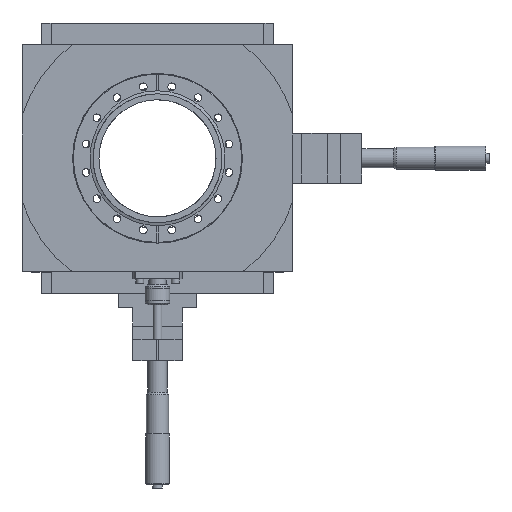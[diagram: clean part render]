
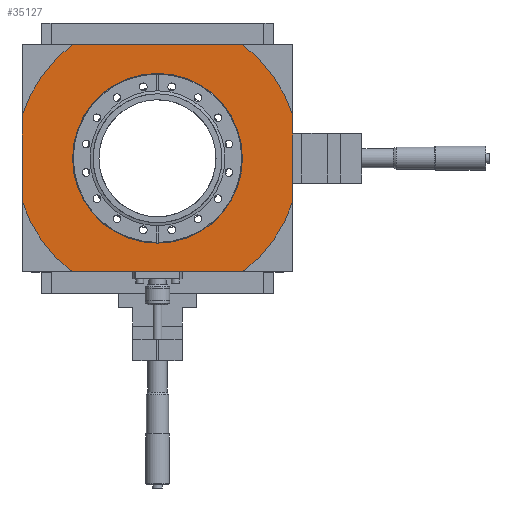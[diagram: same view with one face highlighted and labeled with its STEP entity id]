
A CAD part, front view. The second image highlights one B-rep face of the part: STEP entity #35127.
In plain terms, the highlighted planar face has unit normal (0, -1, 0).
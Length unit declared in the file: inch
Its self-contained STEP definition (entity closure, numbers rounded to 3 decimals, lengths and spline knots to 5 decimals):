
#294 = DIRECTION ( 'NONE',  ( 0., 0., 1. ) ) ;
#774 = CARTESIAN_POINT ( 'NONE',  ( 0., -1.875, 0. ) ) ;
#1157 = CARTESIAN_POINT ( 'NONE',  ( 3., -1.875, -4. ) ) ;
#1575 = CIRCLE ( 'NONE', #31134, 5. ) ;
#1659 = DIRECTION ( 'NONE',  ( 0., -1., 0. ) ) ;
#1693 = DIRECTION ( 'NONE',  ( -1., 0., 0. ) ) ;
#1856 = DIRECTION ( 'NONE',  ( 0., 1., 0. ) ) ;
#1939 = CARTESIAN_POINT ( 'NONE',  ( -4.771, -1.875, 1.49585 ) ) ;
#2335 = ORIENTED_EDGE ( 'NONE', *, *, #26607, .F. ) ;
#2525 = LINE ( 'NONE', #37196, #27646 ) ;
#2616 = CARTESIAN_POINT ( 'NONE',  ( -3., -1.875, 4. ) ) ;
#3513 = PLANE ( 'NONE',  #39560 ) ;
#3559 = CIRCLE ( 'NONE', #6914, 5. ) ;
#4129 = DIRECTION ( 'NONE',  ( 0., 0., -1. ) ) ;
#4296 = VECTOR ( 'NONE', #24301, 39.37008 ) ;
#6101 = DIRECTION ( 'NONE',  ( 0., 0., 1. ) ) ;
#6157 = VERTEX_POINT ( 'NONE', #19263 ) ;
#6914 = AXIS2_PLACEMENT_3D ( 'NONE', #37132, #17622, #40354 ) ;
#7761 = CARTESIAN_POINT ( 'NONE',  ( 0., -1.875, 0. ) ) ;
#10160 = CIRCLE ( 'NONE', #23522, 5. ) ;
#11066 = DIRECTION ( 'NONE',  ( 0., 0., 1. ) ) ;
#11088 = ORIENTED_EDGE ( 'NONE', *, *, #39299, .F. ) ;
#12044 = VERTEX_POINT ( 'NONE', #1157 ) ;
#12550 = ORIENTED_EDGE ( 'NONE', *, *, #29608, .F. ) ;
#12866 = LINE ( 'NONE', #34484, #37794 ) ;
#15022 = EDGE_CURVE ( 'NONE', #42194, #24631, #26334, .T. ) ;
#15812 = VERTEX_POINT ( 'NONE', #29884 ) ;
#15911 = CIRCLE ( 'NONE', #28845, 5. ) ;
#17622 = DIRECTION ( 'NONE',  ( 0., 1., 0. ) ) ;
#17669 = ORIENTED_EDGE ( 'NONE', *, *, #26695, .T. ) ;
#17696 = CARTESIAN_POINT ( 'NONE',  ( 0., -1.875, -2.99 ) ) ;
#17700 = DIRECTION ( 'NONE',  ( 1., 0., 0. ) ) ;
#18606 = ORIENTED_EDGE ( 'NONE', *, *, #28651, .F. ) ;
#19263 = CARTESIAN_POINT ( 'NONE',  ( 4.771, -1.875, -1.49585 ) ) ;
#19522 = CIRCLE ( 'NONE', #28416, 2.99 ) ;
#19805 = VERTEX_POINT ( 'NONE', #28764 ) ;
#20012 = DIRECTION ( 'NONE',  ( 0., 1., 0. ) ) ;
#20258 = ORIENTED_EDGE ( 'NONE', *, *, #21392, .T. ) ;
#21331 = CARTESIAN_POINT ( 'NONE',  ( 0., -1.875, 0. ) ) ;
#21392 = EDGE_CURVE ( 'NONE', #19805, #27565, #12866, .T. ) ;
#21521 = CARTESIAN_POINT ( 'NONE',  ( 0., -1.875, 0. ) ) ;
#22420 = CARTESIAN_POINT ( 'NONE',  ( -4.771, -1.875, -4. ) ) ;
#22529 = FACE_BOUND ( 'NONE', #35829, .T. ) ;
#23522 = AXIS2_PLACEMENT_3D ( 'NONE', #21521, #1856, #24797 ) ;
#23538 = FACE_OUTER_BOUND ( 'NONE', #34279, .T. ) ;
#23736 = DIRECTION ( 'NONE',  ( 0., -1., 0. ) ) ;
#24301 = DIRECTION ( 'NONE',  ( 0., 0., -1. ) ) ;
#24319 = ORIENTED_EDGE ( 'NONE', *, *, #33490, .T. ) ;
#24451 = CARTESIAN_POINT ( 'NONE',  ( 4.771, -1.875, 4. ) ) ;
#24597 = DIRECTION ( 'NONE',  ( 1., 0., 0. ) ) ;
#24631 = VERTEX_POINT ( 'NONE', #1939 ) ;
#24797 = DIRECTION ( 'NONE',  ( 0., 0., 1. ) ) ;
#26334 = LINE ( 'NONE', #22420, #35014 ) ;
#26607 = EDGE_CURVE ( 'NONE', #6157, #12044, #3559, .T. ) ;
#26695 = EDGE_CURVE ( 'NONE', #34715, #19805, #15911, .T. ) ;
#27565 = VERTEX_POINT ( 'NONE', #2616 ) ;
#27646 = VECTOR ( 'NONE', #17700, 39.37008 ) ;
#28416 = AXIS2_PLACEMENT_3D ( 'NONE', #774, #23736, #4129 ) ;
#28651 = EDGE_CURVE ( 'NONE', #34715, #6157, #38975, .T. ) ;
#28764 = CARTESIAN_POINT ( 'NONE',  ( 3., -1.875, 4. ) ) ;
#28845 = AXIS2_PLACEMENT_3D ( 'NONE', #21331, #1659, #24597 ) ;
#29608 = EDGE_CURVE ( 'NONE', #15812, #42194, #10160, .T. ) ;
#29884 = CARTESIAN_POINT ( 'NONE',  ( -3., -1.875, -4. ) ) ;
#30571 = DIRECTION ( 'NONE',  ( 0., 1., 0. ) ) ;
#31134 = AXIS2_PLACEMENT_3D ( 'NONE', #7761, #30571, #11066 ) ;
#33490 = EDGE_CURVE ( 'NONE', #15812, #12044, #2525, .T. ) ;
#34279 = EDGE_LOOP ( 'NONE', ( #17669, #20258, #39194, #36566, #12550, #24319, #2335, #18606 ) ) ;
#34484 = CARTESIAN_POINT ( 'NONE',  ( 4.771, -1.875, 4. ) ) ;
#34647 = EDGE_CURVE ( 'NONE', #24631, #27565, #1575, .T. ) ;
#34715 = VERTEX_POINT ( 'NONE', #37267 ) ;
#35014 = VECTOR ( 'NONE', #6101, 39.37008 ) ;
#35127 = ADVANCED_FACE ( 'NONE', ( #22529, #23538 ), #3513, .F. ) ;
#35829 = EDGE_LOOP ( 'NONE', ( #11088 ) ) ;
#36522 = VERTEX_POINT ( 'NONE', #17696 ) ;
#36566 = ORIENTED_EDGE ( 'NONE', *, *, #15022, .F. ) ;
#37132 = CARTESIAN_POINT ( 'NONE',  ( 0., -1.875, 0. ) ) ;
#37196 = CARTESIAN_POINT ( 'NONE',  ( -4.771, -1.875, -4. ) ) ;
#37267 = CARTESIAN_POINT ( 'NONE',  ( 4.771, -1.875, 1.49585 ) ) ;
#37794 = VECTOR ( 'NONE', #1693, 39.37008 ) ;
#38975 = LINE ( 'NONE', #24451, #4296 ) ;
#39194 = ORIENTED_EDGE ( 'NONE', *, *, #34647, .F. ) ;
#39299 = EDGE_CURVE ( 'NONE', #36522, #36522, #19522, .T. ) ;
#39462 = CARTESIAN_POINT ( 'NONE',  ( 4.771, -1.875, 4. ) ) ;
#39560 = AXIS2_PLACEMENT_3D ( 'NONE', #39462, #20012, #294 ) ;
#40354 = DIRECTION ( 'NONE',  ( 0., 0., 1. ) ) ;
#42161 = CARTESIAN_POINT ( 'NONE',  ( -4.771, -1.875, -1.49585 ) ) ;
#42194 = VERTEX_POINT ( 'NONE', #42161 ) ;
